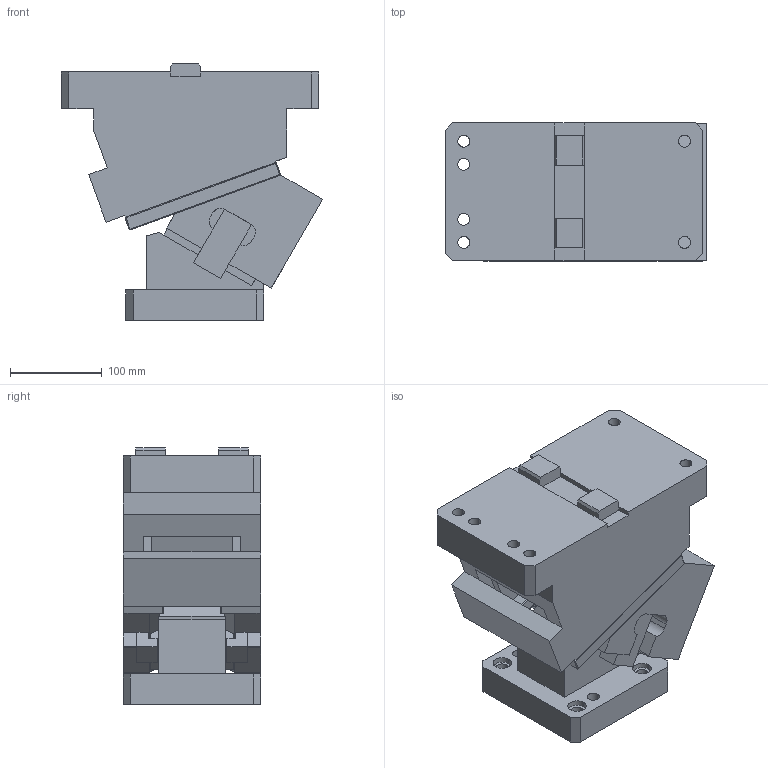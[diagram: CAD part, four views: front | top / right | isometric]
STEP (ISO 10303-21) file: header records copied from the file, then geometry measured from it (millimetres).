
FILE_DESCRIPTION(('CATIA V5 STEP Exchange'),'2;1');
FILE_NAME('CACC_150_30.stp','2015-04-21T14:33:35+00:00',('none'),('none'),'CATIA Version 5 Release 19 SP 2 (IN-10)','CATIA V5 STEP AP203','none');
FILE_SCHEMA(('CONFIG_CONTROL_DESIGN'));
Length unit declared in the file: millimetre
Products named in the file (1): CACC_150_30
Bounding box: 283.92 x 150 x 279 mm (x, y, z)
Volume: 6600388 mm3; surface area: 521859.3 mm2
Topology: 3 solids, 5 shells, 314 faces, 890 edges, 593 vertices
Faces by surface type: plane 234, cylinder 78, cone 2
Entity records: 10837 total; most frequent: CARTESIAN_POINT 3059, ORIENTED_EDGE 1776, DIRECTION 1282, EDGE_CURVE 888, VECTOR 724, LINE 724, VERTEX_POINT 593, EDGE_LOOP 349
